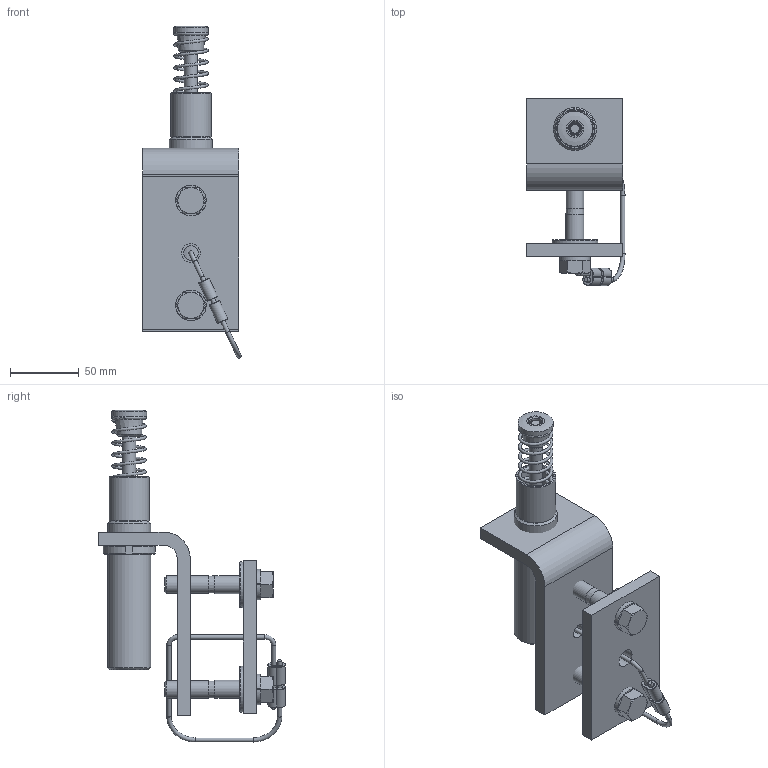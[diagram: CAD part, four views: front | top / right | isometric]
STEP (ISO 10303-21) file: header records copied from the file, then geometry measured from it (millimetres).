
FILE_DESCRIPTION((''),'2;1');
FILE_NAME('25179 ETA-8 POSITION STOP SHOCK ABSORBER.stp','2010-01-26T13:43:23',('jholman'),(''),'Autodesk Inventor 2009','Autodesk Inventor 2009','');
FILE_SCHEMA(('AUTOMOTIVE_DESIGN { 1 0 10303 214 1 1 1 1 }'));
Length unit declared in the file: inch
Products named in the file (11): 3D116LF4C; 3D11VKF4B; 3D11ZKF4C; MAGNUM 3350 SPRING1; MAx_MCx_MLx_33501; 250-00381; 3D11WKF4B; Hex Bolt - Inch 1/2-13 UNC - 2.75; Helical Spring Lock Washers 0.5; 3D115LF4B; 3D11KKB4A
Assembly tree (13 placements, depth 3):
  3D116LF4C
    3D11VKF4B
    3D11ZKF4C
      MAGNUM 3350 SPRING1
      MAx_MCx_MLx_33501
      250-00381
    3D11WKF4B
    Hex Bolt - Inch 1/2-13 UNC - 2.75  x2
    Helical Spring Lock Washers 0.5  x2
    3D115LF4B
    3D11KKB4A  x2
Bounding box: 71.39 x 135.93 x 241.51 mm (x, y, z)
Volume: 321875.1 mm3; surface area: 94540.7 mm2
Topology: 12 solids, 12 shells, 227 faces, 491 edges, 299 vertices
Faces by surface type: plane 85, torus 45, cylinder 44, cone 36, bspline 17
Full cylindrical faces by diameter (mm): 3.175 x5, 7.937 x1, 9.144 x1, 9.519 x1, 12.7 x2, 13.081 x2, 16.669 x2, 19.05 x2, 20.574 x1, 25.4 x1, 25.781 x1, 29.21 x1, 29.459 x1, 31.356 x1, 33.338 x2
Entity records: 7471 total; most frequent: CARTESIAN_POINT 3653, DIRECTION 794, ORIENTED_EDGE 600, AXIS2_PLACEMENT_3D 346, EDGE_CURVE 300, EDGE_LOOP 253, VERTEX_POINT 217, FACE_OUTER_BOUND 168
